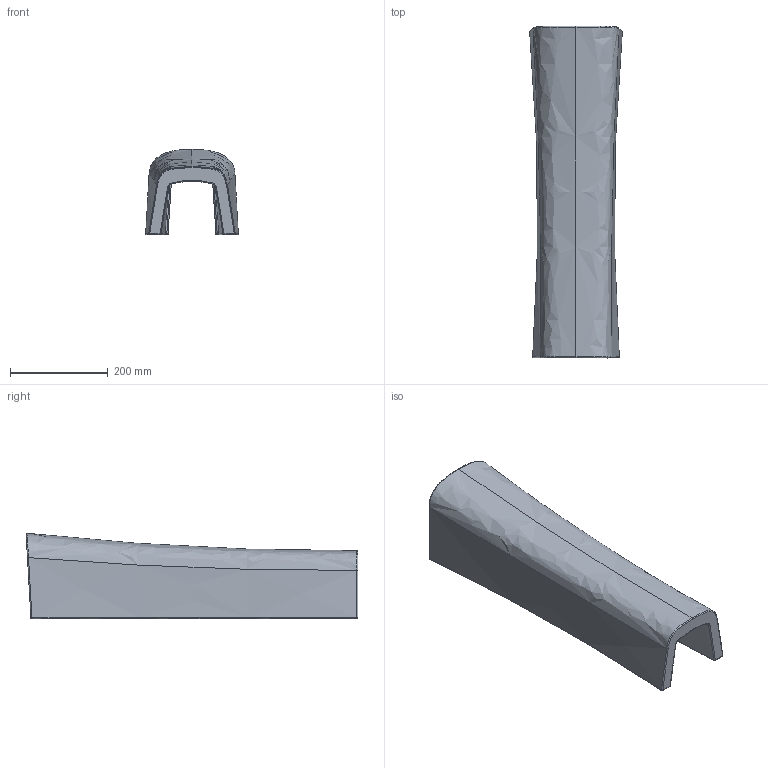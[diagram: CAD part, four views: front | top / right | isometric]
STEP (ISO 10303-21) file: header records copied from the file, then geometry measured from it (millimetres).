
FILE_DESCRIPTION (( 'STEP AP214' ), '1' );
FILE_NAME ('VITPED01_STEP_V10521.STEP', '2021-05-25T11:13:31', ( '' ), ( '' ), 'SwSTEP 2.0', 'SolidWorks 2019', '' );
FILE_SCHEMA (( 'AUTOMOTIVE_DESIGN' ));
Length unit declared in the file: millimetre
Products named in the file (1): VITPED01_STEP_V10521
Bounding box: 189.3 x 678.57 x 174.43 mm (x, y, z)
Volume: 5404609.8 mm3; surface area: 575574 mm2
Topology: 1 solids, 1 shells, 156 faces, 346 edges, 188 vertices
Faces by surface type: bspline 139, sphere 10, plane 5, cylinder 2
Entity records: 13581 total; most frequent: CARTESIAN_POINT 11127, ORIENTED_EDGE 676, EDGE_CURVE 338, DIRECTION 242, B_SPLINE_CURVE_WITH_KNOTS 204, VERTEX_POINT 184, FACE_OUTER_BOUND 156, EDGE_LOOP 156
